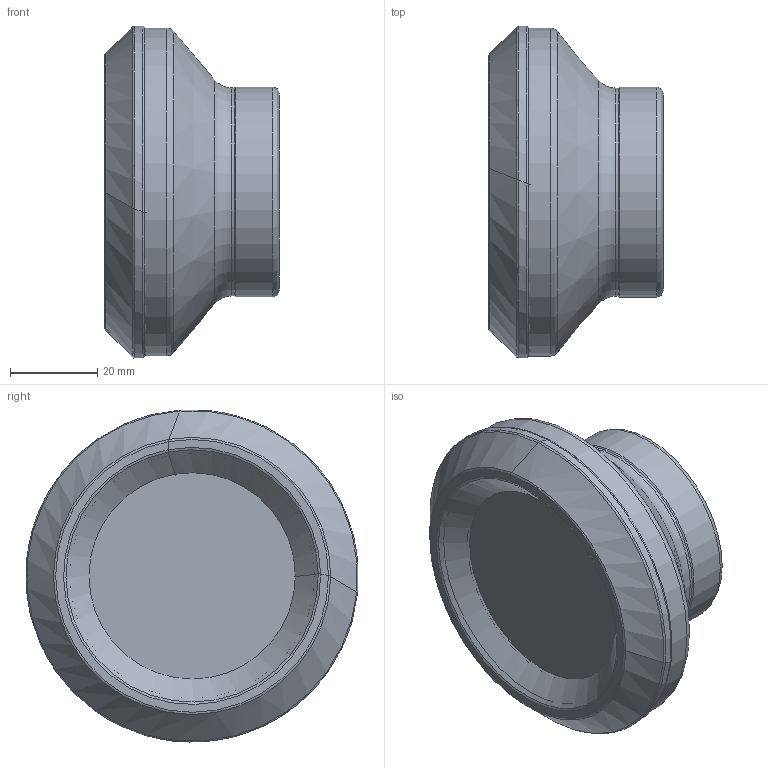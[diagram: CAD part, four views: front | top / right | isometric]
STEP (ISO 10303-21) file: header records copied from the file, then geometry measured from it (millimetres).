
FILE_DESCRIPTION(/* description */ (''),/* implementation_level */ '2;1');
FILE_NAME(/* name */ 'model1.stp',/* time_stamp */ '2023-10-03T08:57:46+03:00',/* author */ (''),/* organization */ (''),/* preprocessor_version */ 'ST-DEVELOPER v19.4',/* originating_system */ 'SIEMENS PLM Software NX2306.3001',/* authorisation */ '');
FILE_SCHEMA (('AUTOMOTIVE_DESIGN { 1 0 10303 214 3 1 1 1 }'));
Length unit declared in the file: millimetre
Products named in the file (1): model1_objects
Bounding box: 40 x 75.95 x 75.96 mm (x, y, z)
Volume: 137926.8 mm3; surface area: 23079.6 mm2
Topology: 2 solids, 2 shells, 53 faces, 102 edges, 52 vertices
Faces by surface type: bspline 28, torus 10, plane 7, cone 3, cylinder 3, revolution 2
Full cylindrical faces by diameter (mm): 47.6 x1, 48 x1, 75 x1
Entity records: 1795 total; most frequent: CARTESIAN_POINT 678, DIRECTION 202, ORIENTED_EDGE 168, AXIS2_PLACEMENT_3D 92, EDGE_CURVE 84, EDGE_LOOP 72, ADVANCED_FACE 53, CIRCLE 52
